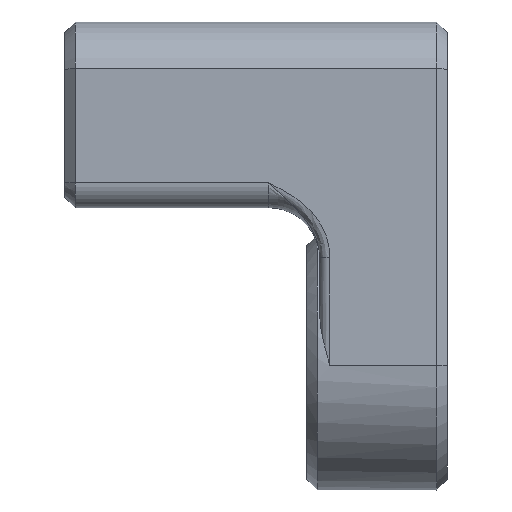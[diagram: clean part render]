
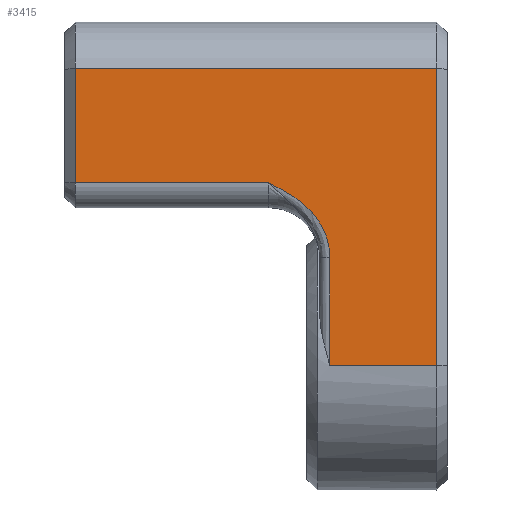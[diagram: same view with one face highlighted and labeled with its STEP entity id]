
A CAD part, left-side view. The second image highlights one B-rep face of the part: STEP entity #3415.
In plain terms, the highlighted face is planar.
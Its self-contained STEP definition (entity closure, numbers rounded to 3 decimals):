
#48 = VERTEX_POINT ( 'NONE', #4484 ) ;
#90 = CARTESIAN_POINT ( 'NONE',  ( 12.673, 0.4, -0.809 ) ) ;
#113 = CARTESIAN_POINT ( 'NONE',  ( 8.492, 6.635, 1.307 ) ) ;
#149 = DIRECTION ( 'NONE',  ( 0., -1., 0. ) ) ;
#337 = VERTEX_POINT ( 'NONE', #90 ) ;
#386 = VECTOR ( 'NONE', #1266, 1000. ) ;
#563 = AXIS2_PLACEMENT_3D ( 'NONE', #1235, #1261, #149 ) ;
#576 = LINE ( 'NONE', #2729, #2509 ) ;
#636 = VERTEX_POINT ( 'NONE', #1920 ) ;
#638 = VERTEX_POINT ( 'NONE', #2987 ) ;
#655 = LINE ( 'NONE', #2154, #2951 ) ;
#736 = CARTESIAN_POINT ( 'NONE',  ( 8.321, 6.284, 1.393 ) ) ;
#848 = ORIENTED_EDGE ( 'NONE', *, *, #1467, .T. ) ;
#854 = CARTESIAN_POINT ( 'NONE',  ( 12.673, 0.4, -0.809 ) ) ;
#1069 = ORIENTED_EDGE ( 'NONE', *, *, #3089, .F. ) ;
#1093 = B_SPLINE_CURVE_WITH_KNOTS ( 'NONE', 3,
 ( #1877, #2265, #1511, #3060, #1557, #4531, #736, #113, #1583, #2675, #3346, #3757 ),
 .UNSPECIFIED., .F., .F.,
 ( 4, 1, 1, 1, 1, 1, 1, 2, 4 ),
 ( 0., 0.08, 0.16, 0.24, 0.28, 0.32, 0.36, 0.4, 0.401 ),
 .UNSPECIFIED. ) ;
#1158 = VECTOR ( 'NONE', #3974, 1000. ) ;
#1235 = CARTESIAN_POINT ( 'NONE',  ( 12.673, 15., -0.809 ) ) ;
#1261 = DIRECTION ( 'NONE',  ( 0.451, 0., 0.892 ) ) ;
#1266 = DIRECTION ( 'NONE',  ( -0.892, 0., 0.451 ) ) ;
#1374 = VERTEX_POINT ( 'NONE', #1917 ) ;
#1424 = VECTOR ( 'NONE', #3857, 1000. ) ;
#1467 = EDGE_CURVE ( 'NONE', #2610, #638, #655, .T. ) ;
#1469 = LINE ( 'NONE', #4424, #2055 ) ;
#1511 = CARTESIAN_POINT ( 'NONE',  ( 6.751, 4.687, 2.188 ) ) ;
#1557 = CARTESIAN_POINT ( 'NONE',  ( 7.839, 5.516, 1.637 ) ) ;
#1583 = CARTESIAN_POINT ( 'NONE',  ( 8.598, 6.874, 1.253 ) ) ;
#1877 = CARTESIAN_POINT ( 'NONE',  ( 6.032, 4.6, 2.552 ) ) ;
#1917 = CARTESIAN_POINT ( 'NONE',  ( 8.655, 7., 1.225 ) ) ;
#1920 = CARTESIAN_POINT ( 'NONE',  ( 6.032, 4.6, 2.552 ) ) ;
#1937 = ORIENTED_EDGE ( 'NONE', *, *, #2481, .F. ) ;
#2011 = LINE ( 'NONE', #854, #386 ) ;
#2055 = VECTOR ( 'NONE', #3690, 1000. ) ;
#2154 = CARTESIAN_POINT ( 'NONE',  ( 2.257, 4.6, 4.461 ) ) ;
#2265 = CARTESIAN_POINT ( 'NONE',  ( 6.27, 4.6, 2.431 ) ) ;
#2315 = CARTESIAN_POINT ( 'NONE',  ( 12.673, 14.6, -0.809 ) ) ;
#2348 = FACE_OUTER_BOUND ( 'NONE', #2686, .T. ) ;
#2481 = EDGE_CURVE ( 'NONE', #2610, #636, #4386, .T. ) ;
#2509 = VECTOR ( 'NONE', #4273, 1000. ) ;
#2550 = CARTESIAN_POINT ( 'NONE',  ( 2.257, 4.6, 4.461 ) ) ;
#2610 = VERTEX_POINT ( 'NONE', #3411 ) ;
#2675 = CARTESIAN_POINT ( 'NONE',  ( 8.653, 6.996, 1.226 ) ) ;
#2686 = EDGE_LOOP ( 'NONE', ( #3545, #3440, #4032, #3789, #1069, #1937, #848 ) ) ;
#2720 = EDGE_CURVE ( 'NONE', #337, #638, #2011, .T. ) ;
#2729 = CARTESIAN_POINT ( 'NONE',  ( 8.655, 7., 1.225 ) ) ;
#2874 = DIRECTION ( 'NONE',  ( 0., -1., 0. ) ) ;
#2951 = VECTOR ( 'NONE', #2874, 1000. ) ;
#2987 = CARTESIAN_POINT ( 'NONE',  ( 2.257, 0.4, 4.461 ) ) ;
#3060 = CARTESIAN_POINT ( 'NONE',  ( 7.398, 5.057, 1.86 ) ) ;
#3089 = EDGE_CURVE ( 'NONE', #636, #1374, #1093, .T. ) ;
#3131 = VERTEX_POINT ( 'NONE', #2315 ) ;
#3346 = CARTESIAN_POINT ( 'NONE',  ( 8.654, 6.998, 1.225 ) ) ;
#3411 = CARTESIAN_POINT ( 'NONE',  ( 2.257, 4.6, 4.461 ) ) ;
#3415 = ADVANCED_FACE ( 'NONE', ( #2348 ), #4542, .T. ) ;
#3440 = ORIENTED_EDGE ( 'NONE', *, *, #4284, .F. ) ;
#3545 = ORIENTED_EDGE ( 'NONE', *, *, #2720, .F. ) ;
#3682 = EDGE_CURVE ( 'NONE', #1374, #48, #576, .T. ) ;
#3690 = DIRECTION ( 'NONE',  ( 0., -1., 0. ) ) ;
#3757 = CARTESIAN_POINT ( 'NONE',  ( 8.655, 7., 1.225 ) ) ;
#3773 = EDGE_CURVE ( 'NONE', #48, #3131, #4632, .T. ) ;
#3789 = ORIENTED_EDGE ( 'NONE', *, *, #3682, .F. ) ;
#3857 = DIRECTION ( 'NONE',  ( 0.892, 0., -0.451 ) ) ;
#3974 = DIRECTION ( 'NONE',  ( 0.892, 0., -0.451 ) ) ;
#4032 = ORIENTED_EDGE ( 'NONE', *, *, #3773, .F. ) ;
#4269 = CARTESIAN_POINT ( 'NONE',  ( 8.655, 14.6, 1.225 ) ) ;
#4273 = DIRECTION ( 'NONE',  ( 0., 1., 0. ) ) ;
#4284 = EDGE_CURVE ( 'NONE', #3131, #337, #1469, .T. ) ;
#4386 = LINE ( 'NONE', #2550, #1158 ) ;
#4424 = CARTESIAN_POINT ( 'NONE',  ( 12.673, 14.6, -0.809 ) ) ;
#4484 = CARTESIAN_POINT ( 'NONE',  ( 8.655, 14.6, 1.225 ) ) ;
#4531 = CARTESIAN_POINT ( 'NONE',  ( 8.13, 5.944, 1.49 ) ) ;
#4542 = PLANE ( 'NONE',  #563 ) ;
#4632 = LINE ( 'NONE', #4269, #1424 ) ;
